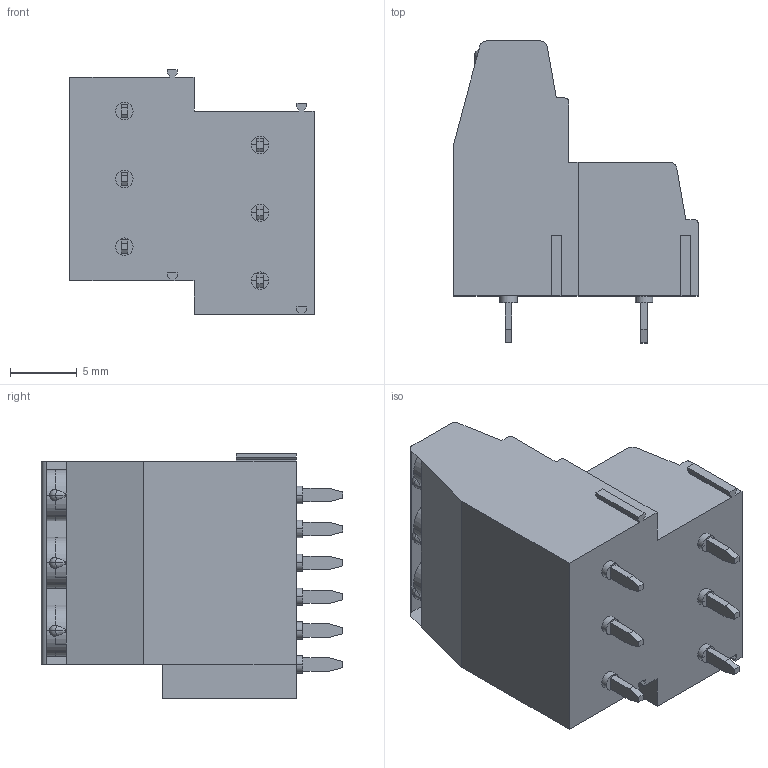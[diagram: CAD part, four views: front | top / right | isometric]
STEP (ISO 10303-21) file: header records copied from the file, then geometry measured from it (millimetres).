
FILE_DESCRIPTION(('SolidDesigner STEP Export'),'1');
FILE_NAME('mkkdsn_1.5-3-5.08.stp','2000-06-28T18:06:11',(''),(''), 'SolidDesigner STEP processor Version: 7.0(Mar 1999)for AP214(CD)(Solid Model)', 'CoCreate SolidDesigner: 07.50 21-Dec-99(C) CoCreate Software GmbH','');
FILE_SCHEMA(('AUTOMOTIVE_DESIGN_CC2 {1 2 10303 214 -1 1 5 1}'));
Length unit declared in the file: millimetre
Products named in the file (2): mkkdsn_1.5-3-5.08
Assembly tree (1 placements, depth 2):
  mkkdsn_1.5-3-5.08
    mkkdsn_1.5-3-5.08
Bounding box: 18.3 x 22.6 x 18.35 mm (x, y, z)
Volume: 3499.1 mm3; surface area: 2110.8 mm2
Topology: 1 solids, 1 shells, 349 faces, 882 edges, 557 vertices
Faces by surface type: plane 268, cylinder 69, sphere 6, cone 6
Entity records: 12778 total; most frequent: CARTESIAN_POINT 2069, ORIENTED_EDGE 1740, DIRECTION 1492, EDGE_CURVE 870, VECTOR 614, LINE 614, VERTEX_POINT 551, AXIS2_PLACEMENT_3D 439
